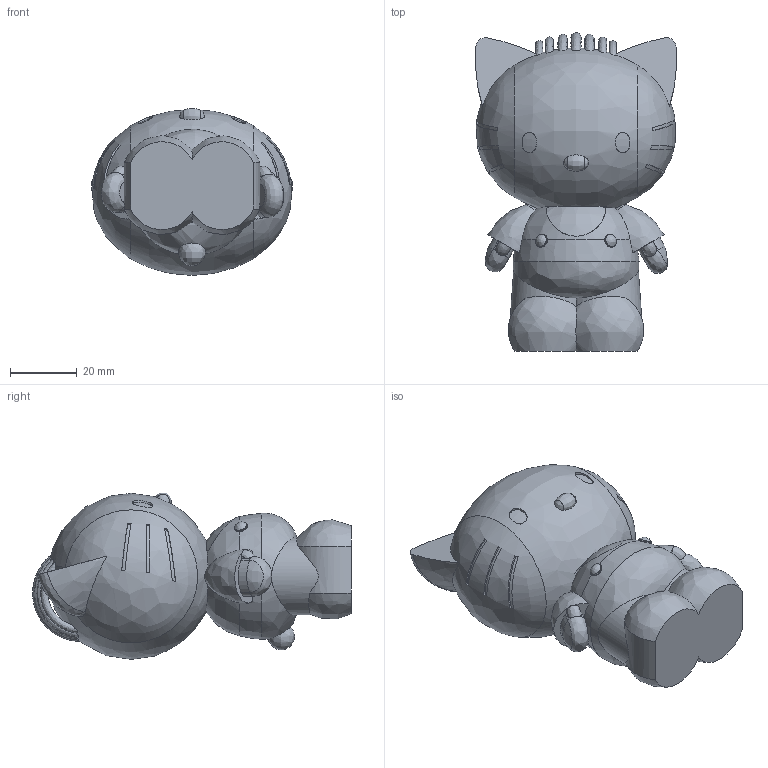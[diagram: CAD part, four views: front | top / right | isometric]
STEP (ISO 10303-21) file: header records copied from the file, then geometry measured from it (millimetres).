
FILE_DESCRIPTION( ( 'STEP AP214' ), ' ' );
FILE_NAME( 'psolqas0653155062.stp', '2017-07-18T04:53:15', ( '' ), ( '' ), ' ', 'PARTsolutions', ' ' );
FILE_SCHEMA( ( 'AUTOMOTIVE_DESIGN { 1 0 10303 214 1 1 1 1 }' ) );
Length unit declared in the file: metre
Products named in the file (1): _Dear Daniel_1
Bounding box: 60.19 x 95.5 x 49.97 mm (x, y, z)
Volume: 126272.5 mm3; surface area: 18155.6 mm2
Topology: 1 solids, 1 shells, 125 faces, 353 edges, 233 vertices
Faces by surface type: bspline 53, plane 45, cylinder 27
Full cylindrical faces by diameter (mm): 4 x2
Entity records: 7531 total; most frequent: CARTESIAN_POINT 4078, ORIENTED_EDGE 598, DIRECTION 341, EDGE_CURVE 299, VERTEX_POINT 203, EDGE_LOOP 165, B_SPLINE_CURVE_WITH_KNOTS 154, AXIS2_PLACEMENT_3D 141
